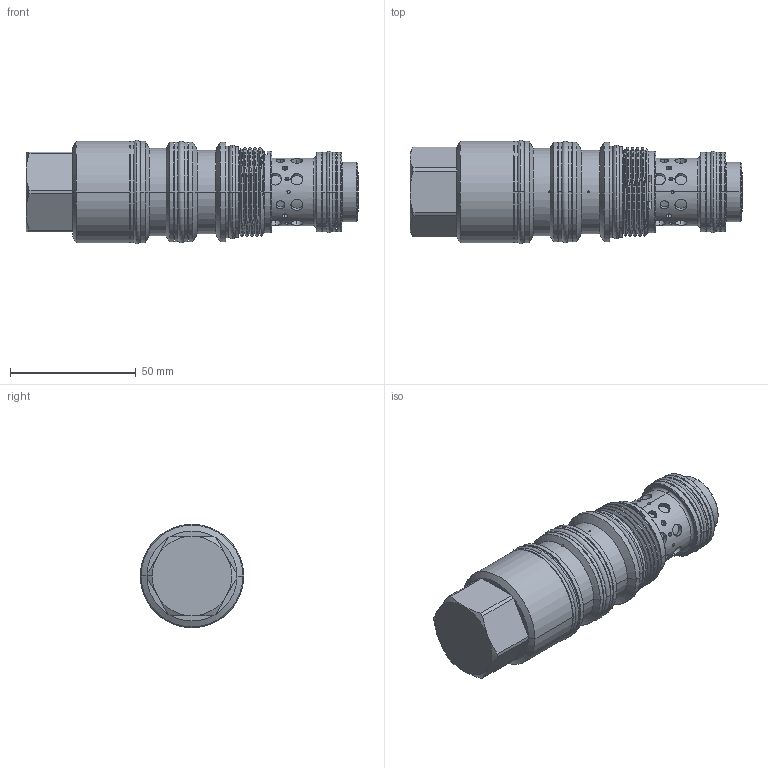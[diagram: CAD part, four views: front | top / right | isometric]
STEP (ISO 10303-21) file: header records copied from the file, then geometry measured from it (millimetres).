
FILE_DESCRIPTION (( 'STEP AP203' ), '1' );
FILE_NAME ('MW23A4N-N.STEP', '2016-06-07T05:24:55', ( '' ), ( '' ), 'SwSTEP 2.0', 'SolidWorks 2012', '' );
FILE_SCHEMA (( 'CONFIG_CONTROL_DESIGN' ));
Length unit declared in the file: millimetre
Products named in the file (1): MW23A4N-N
Bounding box: 132.1 x 41.18 x 41.18 mm (x, y, z)
Volume: 120369.9 mm3; surface area: 30775.5 mm2
Topology: 8 solids, 8 shells, 307 faces, 658 edges, 401 vertices
Faces by surface type: cylinder 191, plane 45, cone 38, torus 30, bspline 3
Entity records: 12291 total; most frequent: CARTESIAN_POINT 5718, DIRECTION 1355, ORIENTED_EDGE 1316, EDGE_CURVE 658, AXIS2_PLACEMENT_3D 574, VERTEX_POINT 401, EDGE_LOOP 359, FACE_OUTER_BOUND 307
